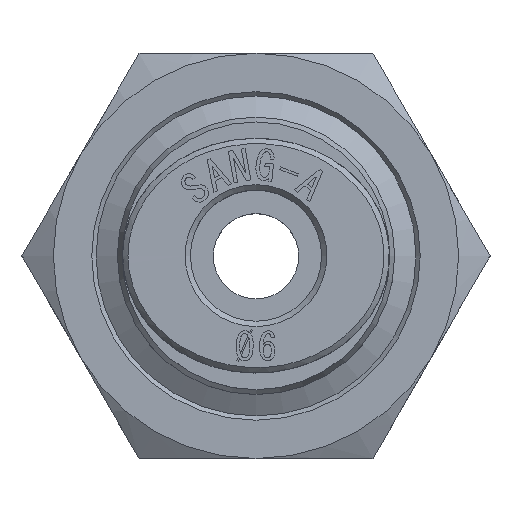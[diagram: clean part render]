
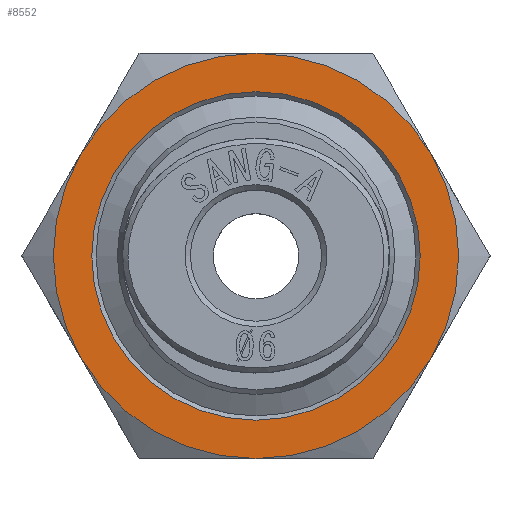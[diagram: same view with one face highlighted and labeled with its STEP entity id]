
A CAD part, top view. The second image highlights one B-rep face of the part: STEP entity #8552.
In plain terms, the highlighted planar face has unit normal (0, 0, 1).
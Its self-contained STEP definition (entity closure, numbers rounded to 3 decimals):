
#8476=CARTESIAN_POINT('',(7.7,0.,4.0));
#8477=VERTEX_POINT('',#8476);
#8478=CARTESIAN_POINT('',(0.0,0.0,4.0));
#8479=DIRECTION('',(0.0,0.0,1.0));
#8480=DIRECTION('',(-1.0,0.0,0.0));
#8481=AXIS2_PLACEMENT_3D('',#8478,#8479,#8480);
#8482=CIRCLE('',#8481,7.7);
#8483=EDGE_CURVE('',#8477,#8477,#8482,.T.);
#8488=CARTESIAN_POINT('',(0.,0.,4.0));
#8489=DIRECTION('',(0.0,0.0,1.0));
#8490=DIRECTION('',(1.0,0.0,0.0));
#8491=AXIS2_PLACEMENT_3D('',#8488,#8489,#8490);
#8492=PLANE('',#8491);
#8493=CARTESIAN_POINT('',(8.227,-4.75,4.0));
#8494=VERTEX_POINT('',#8493);
#8495=CARTESIAN_POINT('',(8.227,4.75,4.0));
#8496=VERTEX_POINT('',#8495);
#8497=CARTESIAN_POINT('',(0.0,0.0,4.0));
#8498=DIRECTION('',(0.0,0.0,1.0));
#8499=DIRECTION('',(-1.0,0.0,0.0));
#8500=AXIS2_PLACEMENT_3D('',#8497,#8498,#8499);
#8501=CIRCLE('',#8500,9.5);
#8502=EDGE_CURVE('',#8494,#8496,#8501,.T.);
#8503=ORIENTED_EDGE('',*,*,#8502,.T.);
#8504=CARTESIAN_POINT('',(0.,9.5,4.0));
#8505=VERTEX_POINT('',#8504);
#8506=CARTESIAN_POINT('',(0.0,0.0,4.0));
#8507=DIRECTION('',(0.0,0.0,1.0));
#8508=DIRECTION('',(-1.0,0.0,0.0));
#8509=AXIS2_PLACEMENT_3D('',#8506,#8507,#8508);
#8510=CIRCLE('',#8509,9.5);
#8511=EDGE_CURVE('',#8496,#8505,#8510,.T.);
#8512=ORIENTED_EDGE('',*,*,#8511,.T.);
#8513=CARTESIAN_POINT('',(-8.227,4.75,4.0));
#8514=VERTEX_POINT('',#8513);
#8515=CARTESIAN_POINT('',(0.0,0.0,4.0));
#8516=DIRECTION('',(0.0,0.0,1.0));
#8517=DIRECTION('',(-1.0,0.0,0.0));
#8518=AXIS2_PLACEMENT_3D('',#8515,#8516,#8517);
#8519=CIRCLE('',#8518,9.5);
#8520=EDGE_CURVE('',#8505,#8514,#8519,.T.);
#8521=ORIENTED_EDGE('',*,*,#8520,.T.);
#8522=CARTESIAN_POINT('',(-8.227,-4.75,4.0));
#8523=VERTEX_POINT('',#8522);
#8524=CARTESIAN_POINT('',(0.0,0.0,4.0));
#8525=DIRECTION('',(0.0,0.0,1.0));
#8526=DIRECTION('',(-1.0,0.0,0.0));
#8527=AXIS2_PLACEMENT_3D('',#8524,#8525,#8526);
#8528=CIRCLE('',#8527,9.5);
#8529=EDGE_CURVE('',#8514,#8523,#8528,.T.);
#8530=ORIENTED_EDGE('',*,*,#8529,.T.);
#8531=CARTESIAN_POINT('',(0.,-9.5,4.0));
#8532=VERTEX_POINT('',#8531);
#8533=CARTESIAN_POINT('',(0.0,0.0,4.0));
#8534=DIRECTION('',(0.0,0.0,1.0));
#8535=DIRECTION('',(-1.0,0.0,0.0));
#8536=AXIS2_PLACEMENT_3D('',#8533,#8534,#8535);
#8537=CIRCLE('',#8536,9.5);
#8538=EDGE_CURVE('',#8523,#8532,#8537,.T.);
#8539=ORIENTED_EDGE('',*,*,#8538,.T.);
#8540=CARTESIAN_POINT('',(0.0,0.0,4.0));
#8541=DIRECTION('',(0.0,0.0,1.0));
#8542=DIRECTION('',(-1.0,0.0,0.0));
#8543=AXIS2_PLACEMENT_3D('',#8540,#8541,#8542);
#8544=CIRCLE('',#8543,9.5);
#8545=EDGE_CURVE('',#8532,#8494,#8544,.T.);
#8546=ORIENTED_EDGE('',*,*,#8545,.T.);
#8547=EDGE_LOOP('',(#8503,#8512,#8521,#8530,#8539,#8546));
#8548=FACE_OUTER_BOUND('',#8547,.T.);
#8549=ORIENTED_EDGE('',*,*,#8483,.F.);
#8550=EDGE_LOOP('',(#8549));
#8551=FACE_BOUND('',#8550,.T.);
#8552=ADVANCED_FACE('',(#8548,#8551),#8492,.T.);
